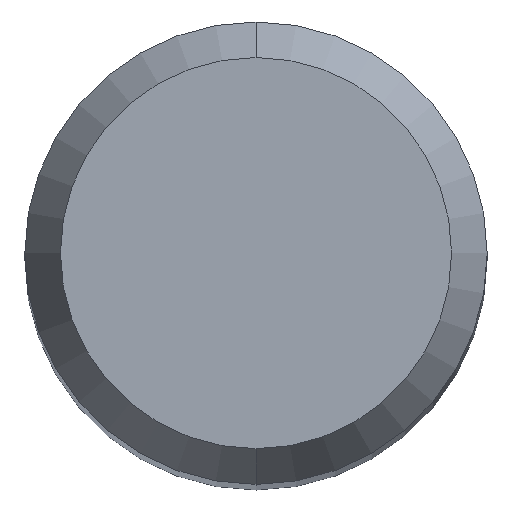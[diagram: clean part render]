
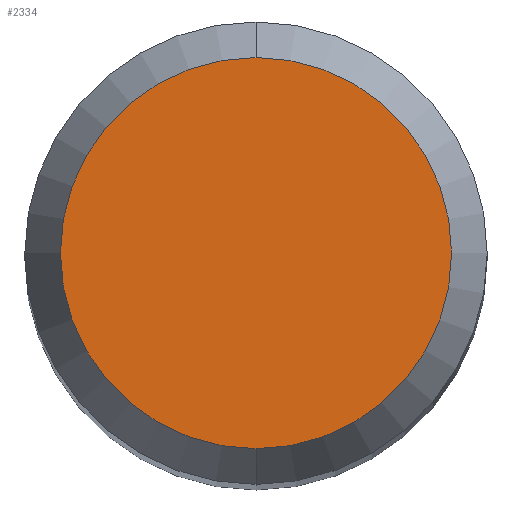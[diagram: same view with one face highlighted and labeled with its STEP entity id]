
A CAD part, top view. The second image highlights one B-rep face of the part: STEP entity #2334.
In plain terms, the highlighted planar face has unit normal (0, 0, 1).
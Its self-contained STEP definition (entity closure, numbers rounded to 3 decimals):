
#972=VERTEX_POINT('',#2768);
#1450=EDGE_CURVE('',#972,#1950,#3287,.T.);
#1498=EDGE_CURVE('',#1950,#972,#3338,.T.);
#1950=VERTEX_POINT('',#3831);
#2334=ADVANCED_FACE('',(#4244),#4245,.T.);
#2768=CARTESIAN_POINT('',(0.,-2.538,0.0));
#3287=CIRCLE('',#10005,2.538);
#3338=CIRCLE('',#10187,2.538);
#3831=CARTESIAN_POINT('',(0.0,2.538,0.0));
#4244=FACE_OUTER_BOUND('',#16663,.T.);
#4245=PLANE('',#16664);
#10005=AXIS2_PLACEMENT_3D('',#19528,#19529,#19530);
#10187=AXIS2_PLACEMENT_3D('',#19584,#19585,#19586);
#16663=EDGE_LOOP('',(#20536,#20537));
#16664=AXIS2_PLACEMENT_3D('',#20538,#20539,#20540);
#19528=CARTESIAN_POINT('',(0.0,0.0,0.0));
#19529=DIRECTION('',(0.0,0.0,-1.0));
#19530=DIRECTION('',(0.0,1.0,0.0));
#19584=CARTESIAN_POINT('',(0.0,0.0,0.0));
#19585=DIRECTION('',(0.0,0.0,-1.0));
#19586=DIRECTION('',(0.0,1.0,0.0));
#20536=ORIENTED_EDGE('',*,*,#1498,.F.);
#20537=ORIENTED_EDGE('',*,*,#1450,.F.);
#20538=CARTESIAN_POINT('',(0.0,1.269,0.0));
#20539=DIRECTION('',(-0.0,0.0,1.0));
#20540=DIRECTION('',(0.0,-1.0,0.0));
